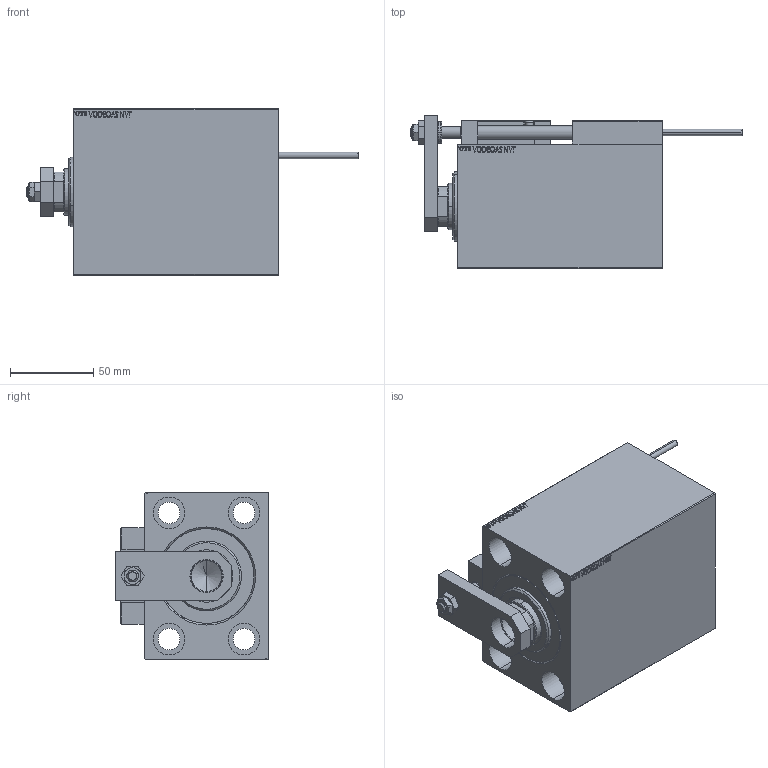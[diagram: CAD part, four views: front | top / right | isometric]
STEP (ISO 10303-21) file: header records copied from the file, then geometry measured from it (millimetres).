
FILE_DESCRIPTION (( 'STEP AP203' ), '1' );
FILE_NAME ('f909.STEP', '2021-03-18T22:10:58', ( '' ), ( '' ), 'SwSTEP 2.0', 'SolidWorks 2019', '' );
FILE_SCHEMA (( 'CONFIG_CONTROL_DESIGN' ));
Length unit declared in the file: millimetre
Products named in the file (16): NUT_D10 4349650e6ed312a2fdf79e2e958d9033; V450CM_C 4349650e6ed312a2fdf79e2e958d9033; SWITCH DIM B,W 4349650e6ed312a2fdf79e2e958d9033; SWITCH X 4349650e6ed312a2fdf79e2e958d9033; ALLEN BOLT D8 4349650e6ed312a2fdf79e2e958d9033; ZARAZKA 4349650e6ed312a2fdf79e2e958d9033; V450CM_VC_B 4349650e6ed312a2fdf79e2e958d9033; ALLEN BOLT D5 4349650e6ed312a2fdf79e2e958d9033; KONCOVKA 4349650e6ed312a2fdf79e2e958d9033; SWITCH_X_FRONT_BACK 4349650e6ed312a2fdf79e2e958d9033; MAGNET 4349650e6ed312a2fdf79e2e958d9033; V450CM_C_VCP 4349650e6ed312a2fdf79e2e958d9033; NUT_D12 4349650e6ed312a2fdf79e2e958d9033; f909; TYC_L79 4349650e6ed312a2fdf79e2e958d9033; Block 4349650e6ed312a2fdf79e2e958d9033
Assembly tree (25 placements, depth 3):
  f909
    V450CM_C 4349650e6ed312a2fdf79e2e958d9033
    SWITCH X 4349650e6ed312a2fdf79e2e958d9033
      SWITCH_X_FRONT_BACK 4349650e6ed312a2fdf79e2e958d9033  x2
      TYC_L79 4349650e6ed312a2fdf79e2e958d9033
      Block 4349650e6ed312a2fdf79e2e958d9033  x2
      ALLEN BOLT D5 4349650e6ed312a2fdf79e2e958d9033  x4
      ALLEN BOLT D8 4349650e6ed312a2fdf79e2e958d9033  x4
      MAGNET 4349650e6ed312a2fdf79e2e958d9033  x2
      KONCOVKA 4349650e6ed312a2fdf79e2e958d9033  x2
    NUT_D12 4349650e6ed312a2fdf79e2e958d9033
    SWITCH DIM B,W 4349650e6ed312a2fdf79e2e958d9033
    ZARAZKA 4349650e6ed312a2fdf79e2e958d9033
    NUT_D10 4349650e6ed312a2fdf79e2e958d9033
    V450CM_C_VCP 4349650e6ed312a2fdf79e2e958d9033
    V450CM_VC_B 4349650e6ed312a2fdf79e2e958d9033
Bounding box: 199.7 x 92.5 x 100 mm (x, y, z)
Volume: 825464.9 mm3; surface area: 158105.6 mm2
Topology: 24 solids, 24 shells, 1298 faces, 3100 edges, 1982 vertices
Faces by surface type: plane 569, bspline 380, cylinder 188, cone 113, torus 44, sphere 4
Entity records: 50763 total; most frequent: CARTESIAN_POINT 26066, ORIENTED_EDGE 5220, DIRECTION 3527, EDGE_CURVE 2610, VERTEX_POINT 1706, LINE 1497, VECTOR 1497, EDGE_LOOP 1210
